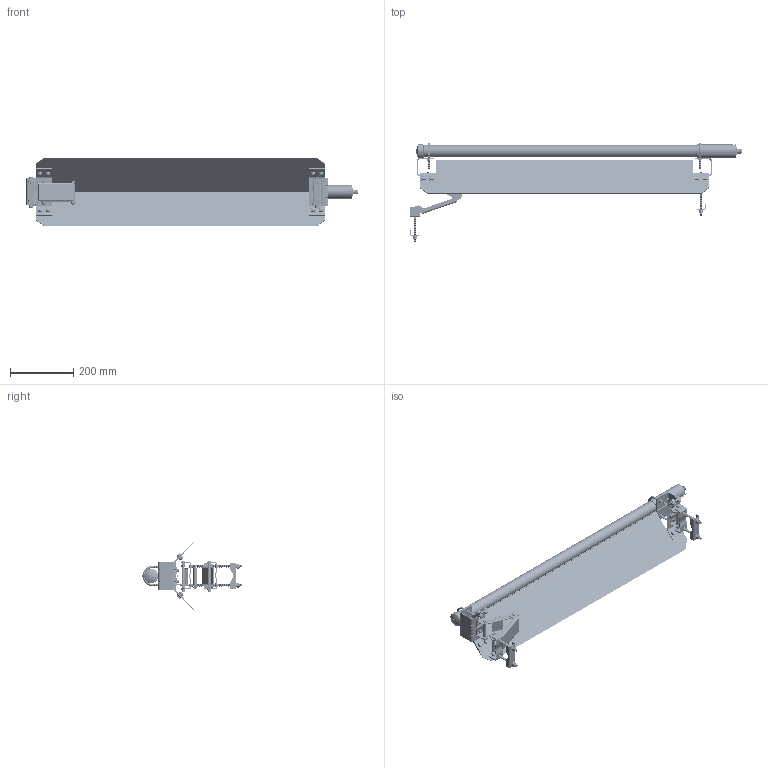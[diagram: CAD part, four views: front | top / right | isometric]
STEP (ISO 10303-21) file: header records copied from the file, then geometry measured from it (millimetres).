
FILE_DESCRIPTION (( 'STEP AP203' ), '1' );
FILE_NAME ('HG2415P-180.STEP', '2011-05-25T18:20:49', ( 'x' ), ( 'Microsoft' ), 'SwSTEP 2.0', 'SolidWorks 2010', '' );
FILE_SCHEMA (( 'CONFIG_CONTROL_DESIGN' ));
Length unit declared in the file: inch
Products named in the file (10): HG2415P-180_Ubolt; HG2415P-180_Bracket-1; HG2415P-180_Bracket-2; HG2415P-180; HG2415U-PRO_ANTENNA; XF138-01; XF139-01; HG2415P-180_Nut-Bolt; HG2415P-180_Bracket-4; HG2415P-180_Bracket-3
Assembly tree (20 placements, depth 2):
  HG2415P-180
    HG2415P-180_Nut-Bolt  x8
    HG2415P-180_Bracket-2
    XF139-01  x2
    HG2415P-180_Ubolt  x2
    HG2415P-180_Bracket-4  x2
    HG2415P-180_Bracket-3  x2
    XF138-01
    HG2415P-180_Bracket-1
    HG2415U-PRO_ANTENNA
Bounding box: 1049.17 x 313.2 x 215.53 mm (x, y, z)
Volume: 2060170.8 mm3; surface area: 896585.8 mm2
Topology: 28 solids, 36 shells, 6968 faces, 15338 edges, 8598 vertices
Faces by surface type: cone 4874, plane 1071, cylinder 572, torus 253, bspline 198
Entity records: 126984 total; most frequent: CARTESIAN_POINT 33824, DIRECTION 20789, ORIENTED_EDGE 18208, EDGE_CURVE 9106, AXIS2_PLACEMENT_3D 8169, VERTEX_POINT 5090, VECTOR 4451, LINE 4451
